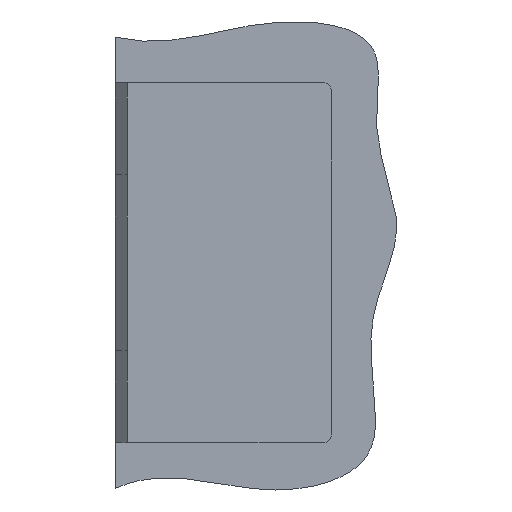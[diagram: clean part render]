
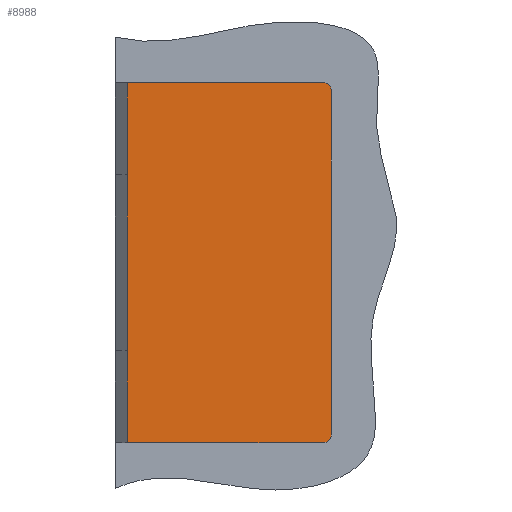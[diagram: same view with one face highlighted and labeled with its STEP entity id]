
A CAD part, front view. The second image highlights one B-rep face of the part: STEP entity #8988.
In plain terms, the highlighted planar face has unit normal (0, -1, 0).
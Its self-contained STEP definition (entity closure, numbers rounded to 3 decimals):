
#23 = EDGE_CURVE ( 'NONE', #7441, #3215, #1175, .T. ) ;
#220 = DIRECTION ( 'NONE',  ( -1., 0., 0. ) ) ;
#307 = VERTEX_POINT ( 'NONE', #6656 ) ;
#331 = CARTESIAN_POINT ( 'NONE',  ( 24.5, 0., 45. ) ) ;
#467 = DIRECTION ( 'NONE',  ( 0., -1., 0. ) ) ;
#562 = DIRECTION ( 'NONE',  ( 0., 0., -1. ) ) ;
#710 = EDGE_CURVE ( 'NONE', #2097, #6281, #3316, .T. ) ;
#764 = DIRECTION ( 'NONE',  ( 0., 0., -1. ) ) ;
#819 = DIRECTION ( 'NONE',  ( 0., 0., 1. ) ) ;
#957 = VERTEX_POINT ( 'NONE', #5146 ) ;
#989 = LINE ( 'NONE', #8657, #8224 ) ;
#1175 = CIRCLE ( 'NONE', #7755, 2. ) ;
#1341 = LINE ( 'NONE', #7976, #2421 ) ;
#1364 = LINE ( 'NONE', #7504, #4830 ) ;
#1419 = VERTEX_POINT ( 'NONE', #9046 ) ;
#1842 = CARTESIAN_POINT ( 'NONE',  ( 26.5, 0., -43. ) ) ;
#1880 = VECTOR ( 'NONE', #5132, 1000. ) ;
#1900 = CIRCLE ( 'NONE', #7787, 2. ) ;
#2082 = AXIS2_PLACEMENT_3D ( 'NONE', #5629, #6346, #3553 ) ;
#2097 = VERTEX_POINT ( 'NONE', #2463 ) ;
#2294 = CARTESIAN_POINT ( 'NONE',  ( -24.5, 0., -22. ) ) ;
#2411 = EDGE_CURVE ( 'NONE', #307, #4954, #1900, .T. ) ;
#2421 = VECTOR ( 'NONE', #220, 1000. ) ;
#2463 = CARTESIAN_POINT ( 'NONE',  ( -24.5, 0., 22. ) ) ;
#2567 = DIRECTION ( 'NONE',  ( 0., 0., 1. ) ) ;
#2630 = DIRECTION ( 'NONE',  ( 0., 0., 1. ) ) ;
#2843 = PLANE ( 'NONE',  #2082 ) ;
#2878 = VECTOR ( 'NONE', #764, 1000. ) ;
#2919 = ORIENTED_EDGE ( 'NONE', *, *, #23, .T. ) ;
#2992 = FACE_OUTER_BOUND ( 'NONE', #5168, .T. ) ;
#3215 = VERTEX_POINT ( 'NONE', #1842 ) ;
#3267 = EDGE_CURVE ( 'NONE', #3215, #307, #1364, .T. ) ;
#3316 = LINE ( 'NONE', #7136, #2878 ) ;
#3327 = EDGE_CURVE ( 'NONE', #6281, #1419, #5369, .T. ) ;
#3331 = ORIENTED_EDGE ( 'NONE', *, *, #3327, .T. ) ;
#3553 = DIRECTION ( 'NONE',  ( 0., 0., 1. ) ) ;
#3621 = DIRECTION ( 'NONE',  ( 0., -1., 0. ) ) ;
#3875 = ORIENTED_EDGE ( 'NONE', *, *, #5043, .F. ) ;
#3912 = CARTESIAN_POINT ( 'NONE',  ( -24.5, 0., -44.5 ) ) ;
#3949 = CARTESIAN_POINT ( 'NONE',  ( 24.5, 0., -45. ) ) ;
#4389 = ORIENTED_EDGE ( 'NONE', *, *, #2411, .T. ) ;
#4399 = CARTESIAN_POINT ( 'NONE',  ( -27., 0., 45. ) ) ;
#4442 = ORIENTED_EDGE ( 'NONE', *, *, #4961, .F. ) ;
#4830 = VECTOR ( 'NONE', #2630, 1000. ) ;
#4954 = VERTEX_POINT ( 'NONE', #331 ) ;
#4961 = EDGE_CURVE ( 'NONE', #7441, #1419, #1341, .T. ) ;
#5043 = EDGE_CURVE ( 'NONE', #957, #4954, #6678, .T. ) ;
#5132 = DIRECTION ( 'NONE',  ( 1., 0., 0. ) ) ;
#5146 = CARTESIAN_POINT ( 'NONE',  ( -24.5, 0., 45. ) ) ;
#5168 = EDGE_LOOP ( 'NONE', ( #7551, #5611, #3331, #4442, #2919, #5626, #4389, #3875 ) ) ;
#5369 = LINE ( 'NONE', #3912, #7041 ) ;
#5611 = ORIENTED_EDGE ( 'NONE', *, *, #710, .T. ) ;
#5626 = ORIENTED_EDGE ( 'NONE', *, *, #3267, .T. ) ;
#5629 = CARTESIAN_POINT ( 'NONE',  ( 0., 0., 0. ) ) ;
#6281 = VERTEX_POINT ( 'NONE', #2294 ) ;
#6346 = DIRECTION ( 'NONE',  ( 0., 1., 0. ) ) ;
#6656 = CARTESIAN_POINT ( 'NONE',  ( 26.5, 0., 43. ) ) ;
#6678 = LINE ( 'NONE', #4399, #1880 ) ;
#6893 = EDGE_CURVE ( 'NONE', #957, #2097, #989, .T. ) ;
#7041 = VECTOR ( 'NONE', #562, 1000. ) ;
#7136 = CARTESIAN_POINT ( 'NONE',  ( -24.5, 0., 0. ) ) ;
#7441 = VERTEX_POINT ( 'NONE', #3949 ) ;
#7504 = CARTESIAN_POINT ( 'NONE',  ( 26.5, 0., 0. ) ) ;
#7551 = ORIENTED_EDGE ( 'NONE', *, *, #6893, .T. ) ;
#7755 = AXIS2_PLACEMENT_3D ( 'NONE', #7791, #3621, #819 ) ;
#7787 = AXIS2_PLACEMENT_3D ( 'NONE', #8203, #467, #2567 ) ;
#7791 = CARTESIAN_POINT ( 'NONE',  ( 24.5, 0., -43. ) ) ;
#7976 = CARTESIAN_POINT ( 'NONE',  ( 27., 0., -45. ) ) ;
#8203 = CARTESIAN_POINT ( 'NONE',  ( 24.5, 0., 43. ) ) ;
#8224 = VECTOR ( 'NONE', #8627, 1000. ) ;
#8627 = DIRECTION ( 'NONE',  ( 0., 0., -1. ) ) ;
#8657 = CARTESIAN_POINT ( 'NONE',  ( -24.5, 0., 22. ) ) ;
#8988 = ADVANCED_FACE ( 'NONE', ( #2992 ), #2843, .F. ) ;
#9046 = CARTESIAN_POINT ( 'NONE',  ( -24.5, 0., -45. ) ) ;
